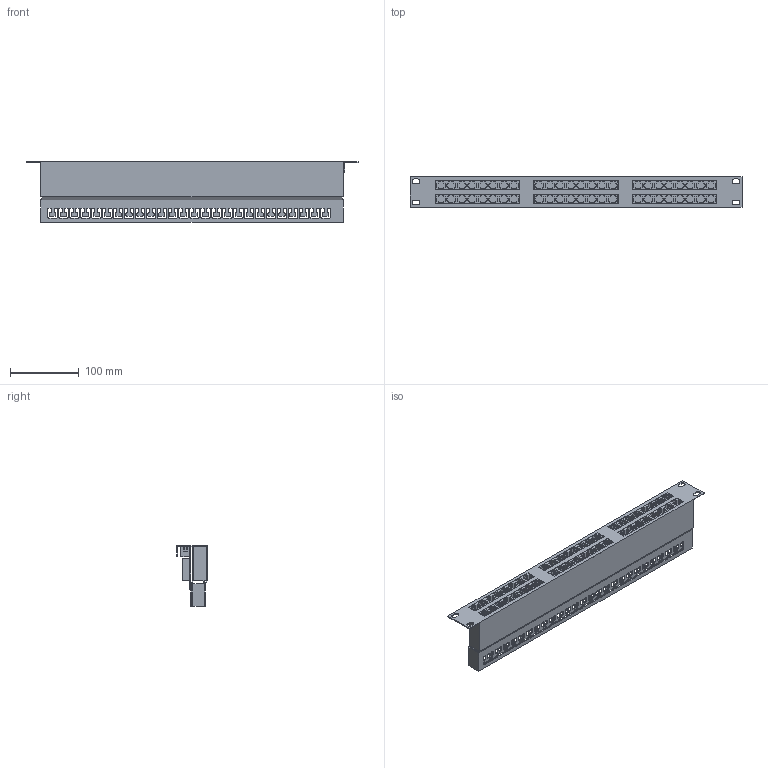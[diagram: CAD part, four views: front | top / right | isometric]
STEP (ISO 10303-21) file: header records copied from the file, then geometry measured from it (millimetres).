
FILE_DESCRIPTION (( 'STEP AP203' ), '1' );
FILE_NAME ('PP48-1UC5EU-K05 ITK 1U ïàò÷-ïàíåëü êàò.5Å UTP, 48 ïîðòîâ (Krone).STEP', '2016-08-31T11:24:51', ( '' ), ( '' ), 'SwSTEP 2.0', 'SolidWorks 2014', '' );
FILE_SCHEMA (( 'CONFIG_CONTROL_DESIGN' ));
Length unit declared in the file: millimetre
Products named in the file (2): PP48-1UC5EU-K05 ITK 1U ïàò÷-ïàíåëü êàò.5Å UTP, 48 ïîðòîâ (Krone)
Bounding box: 482 x 44 x 88.5 mm (x, y, z)
Volume: 433072.4 mm3; surface area: 369904.2 mm2
Topology: 1 solids, 1 shells, 2957 faces, 8414 edges, 5574 vertices
Faces by surface type: plane 2425, cylinder 532
Entity records: 95383 total; most frequent: CARTESIAN_POINT 16947, ORIENTED_EDGE 16828, DIRECTION 15396, EDGE_CURVE 8414, VECTOR 7350, LINE 7350, VERTEX_POINT 5574, AXIS2_PLACEMENT_3D 4023
